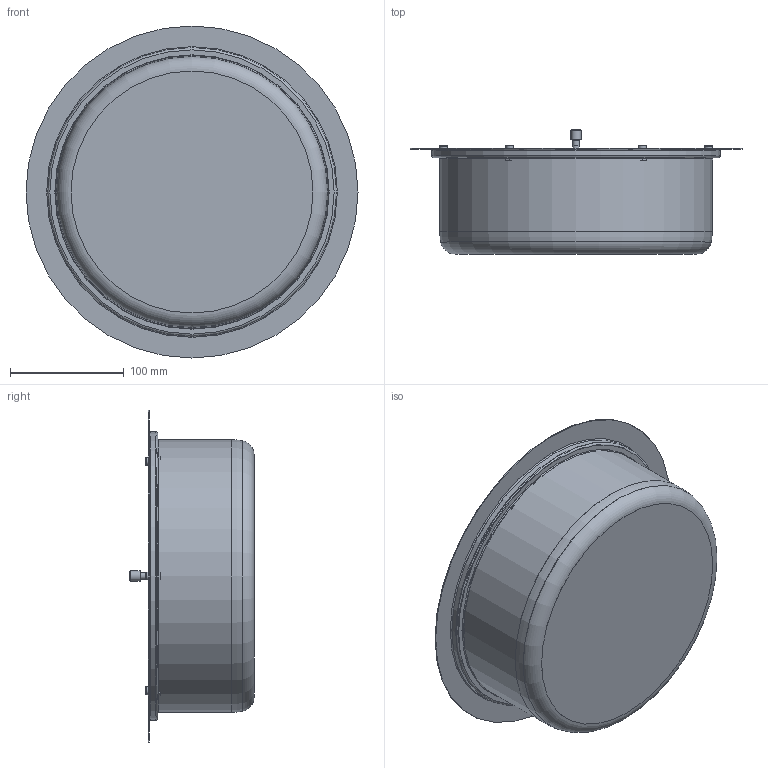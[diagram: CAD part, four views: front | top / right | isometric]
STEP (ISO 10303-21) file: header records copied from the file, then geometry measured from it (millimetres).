
FILE_DESCRIPTION (( 'STEP AP203' ), '1' );
FILE_NAME ('PJ00131-B-XX.STEP', '2019-05-31T15:29:21', ( '' ), ( '' ), 'SwSTEP 2.0', 'SolidWorks 2019', '' );
FILE_SCHEMA (( 'CONFIG_CONTROL_DESIGN' ));
Length unit declared in the file: millimetre
Products named in the file (14): AS02569-A-01_AS02569-A-01; PT00834-A-A2; PT00993-A-XX; PT00831-A-A2; PT00832-A-A2; PJ00131-B-XX; AS02428-A-01; PT00651-A-A2; AS02570-B-01_AS02570-B-01; AS02427-A-01; PT00656-A-A2_PT00656-A-A2; PT00366-C-A2; PT05308-A-A2; PT05307-A-A2
Assembly tree (23 placements, depth 5):
  PJ00131-B-XX
    AS02570-B-01_AS02570-B-01
      AS02569-A-01_AS02569-A-01
        AS02427-A-01
          PT05308-A-A2
        AS02428-A-01
          PT05307-A-A2
          PT00366-C-A2
          PT00832-A-A2
          PT00834-A-A2
        PT00831-A-A2  x6
        PT00651-A-A2  x6
      PT00656-A-A2_PT00656-A-A2
    PT00993-A-XX
Bounding box: 292 x 109.3 x 292 mm (x, y, z)
Volume: 352387.9 mm3; surface area: 371812.2 mm2
Topology: 28 solids, 28 shells, 1398 faces, 3902 edges, 2571 vertices
Faces by surface type: plane 1232, cone 100, cylinder 41, bspline 13, torus 12
Full cylindrical faces by diameter (mm): 3.242 x6, 3.3 x1, 4 x7, 4.3 x2, 4.5 x6, 6 x1, 7 x7, 8 x1, 9 x1, 24.25 x1, 99 x1, 100 x1, 238 x1, 239.6 x1, 251.6 x1, 252 x1, 253.6 x1, 292 x1
Entity records: 41443 total; most frequent: CARTESIAN_POINT 8506, ORIENTED_EDGE 6866, DIRECTION 5711, EDGE_CURVE 3433, LINE 3081, VECTOR 3081, VERTEX_POINT 2309, AXIS2_PLACEMENT_3D 1315
